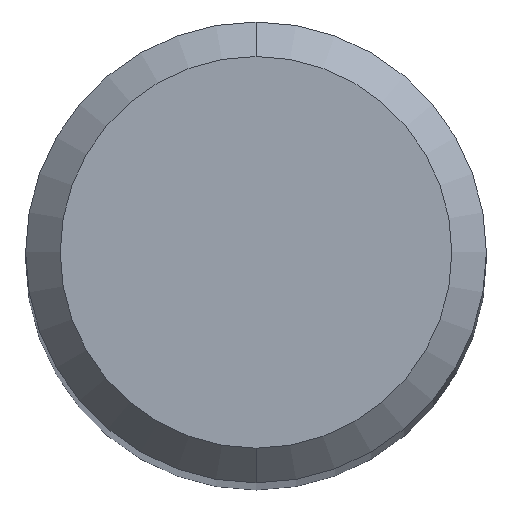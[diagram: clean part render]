
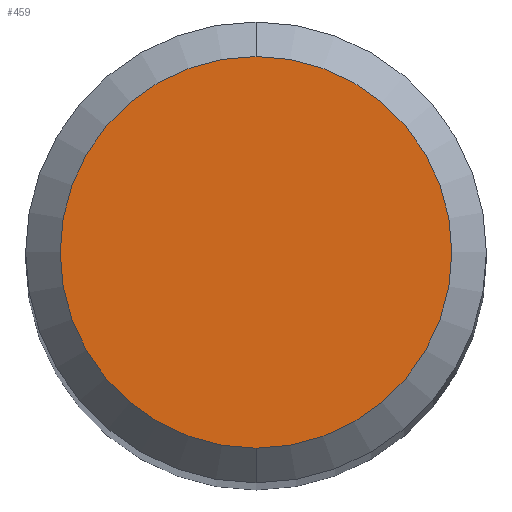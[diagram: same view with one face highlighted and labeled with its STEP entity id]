
A CAD part, top view. The second image highlights one B-rep face of the part: STEP entity #459.
In plain terms, the highlighted planar face has unit normal (0, 0, 1).
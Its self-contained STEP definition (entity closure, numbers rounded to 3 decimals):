
#275=VERTEX_POINT('',#596);
#361=VERTEX_POINT('',#690);
#385=EDGE_CURVE('',#275,#361,#714,.T.);
#457=EDGE_CURVE('',#361,#275,#792,.T.);
#459=ADVANCED_FACE('',(#794),#795,.T.);
#596=CARTESIAN_POINT('',(0.,-1.7,0.0));
#690=CARTESIAN_POINT('',(0.0,1.7,0.0));
#714=CIRCLE('',#1319,1.7);
#792=CIRCLE('',#1429,1.7);
#794=FACE_OUTER_BOUND('',#1431,.T.);
#795=PLANE('',#1432);
#1319=AXIS2_PLACEMENT_3D('',#1702,#1703,#1704);
#1429=AXIS2_PLACEMENT_3D('',#1789,#1790,#1791);
#1431=EDGE_LOOP('',(#1793,#1794));
#1432=AXIS2_PLACEMENT_3D('',#1795,#1796,#1797);
#1702=CARTESIAN_POINT('',(0.0,0.0,0.0));
#1703=DIRECTION('',(0.0,0.0,-1.0));
#1704=DIRECTION('',(0.0,1.0,0.0));
#1789=CARTESIAN_POINT('',(0.0,0.0,0.0));
#1790=DIRECTION('',(0.0,0.0,-1.0));
#1791=DIRECTION('',(0.0,1.0,0.0));
#1793=ORIENTED_EDGE('',*,*,#457,.F.);
#1794=ORIENTED_EDGE('',*,*,#385,.F.);
#1795=CARTESIAN_POINT('',(0.0,0.85,0.0));
#1796=DIRECTION('',(-0.0,0.0,1.0));
#1797=DIRECTION('',(0.0,-1.0,0.0));
